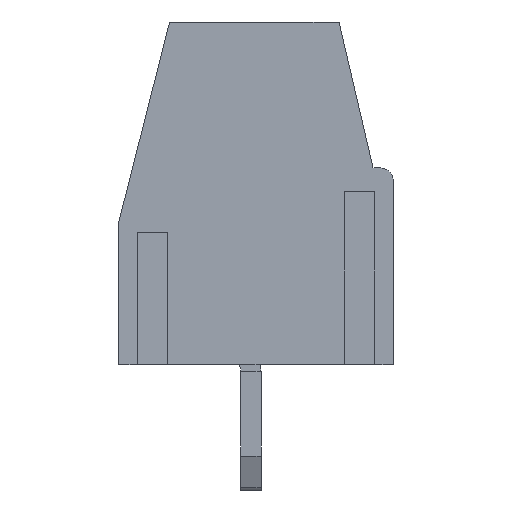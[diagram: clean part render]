
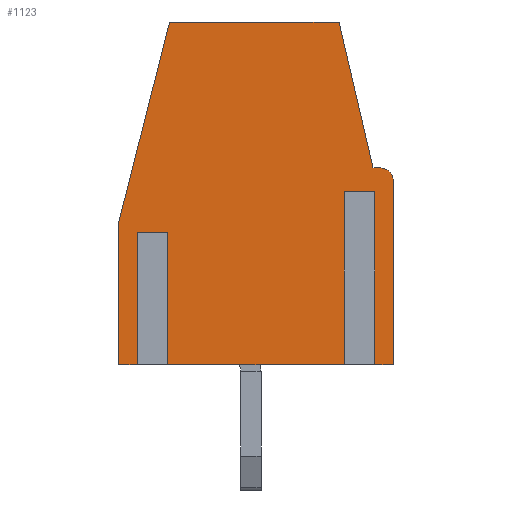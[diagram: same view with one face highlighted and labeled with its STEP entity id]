
A CAD part, left-side view. The second image highlights one B-rep face of the part: STEP entity #1123.
In plain terms, the highlighted planar face has unit normal (-1, 0, 0).
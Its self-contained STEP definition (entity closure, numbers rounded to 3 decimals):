
#1123=ADVANCED_FACE('',(#4149),#4151,.T.);
#4149=FACE_BOUND('',#4150,.T.);
#4150=EDGE_LOOP('',(#6536,#6537,#6538,#6539,#6540,#6541,#6542,#6543,#6544,#6545,
#6546,#6547,#6548,#6549,#6550,#6551));
#4151=PLANE('',#4152);
#4152=AXIS2_PLACEMENT_3D('',#4153,#4154,#4155);
#4153=CARTESIAN_POINT('',(-2.5,0.,0.));
#4154=DIRECTION('',(-1.,0.,0.));
#4155=DIRECTION('',(0.,0.,-1.));
#6536=ORIENTED_EDGE('',*,*,#8266,.F.);
#6537=ORIENTED_EDGE('',*,*,#8267,.F.);
#6538=ORIENTED_EDGE('',*,*,#8268,.F.);
#6539=ORIENTED_EDGE('',*,*,#8269,.T.);
#6540=ORIENTED_EDGE('',*,*,#8270,.T.);
#6541=ORIENTED_EDGE('',*,*,#8271,.T.);
#6542=ORIENTED_EDGE('',*,*,#8272,.T.);
#6543=ORIENTED_EDGE('',*,*,#8273,.T.);
#6544=ORIENTED_EDGE('',*,*,#8104,.T.);
#6545=ORIENTED_EDGE('',*,*,#8243,.T.);
#6546=ORIENTED_EDGE('',*,*,#8274,.T.);
#6547=ORIENTED_EDGE('',*,*,#8275,.T.);
#6548=ORIENTED_EDGE('',*,*,#8276,.F.);
#6549=ORIENTED_EDGE('',*,*,#8277,.F.);
#6550=ORIENTED_EDGE('',*,*,#8278,.F.);
#6551=ORIENTED_EDGE('',*,*,#8279,.T.);
#8104=EDGE_CURVE('',#9058,#9056,#9059,.T.);
#8243=EDGE_CURVE('',#9056,#9309,#9311,.T.);
#8266=EDGE_CURVE('',#9355,#9356,#9357,.T.);
#8267=EDGE_CURVE('',#9358,#9355,#9359,.F.);
#8268=EDGE_CURVE('',#9360,#9358,#9361,.T.);
#8269=EDGE_CURVE('',#9360,#9362,#9363,.T.);
#8270=EDGE_CURVE('',#9362,#9364,#9365,.T.);
#8271=EDGE_CURVE('',#9364,#9366,#9367,.T.);
#8272=EDGE_CURVE('',#9366,#9368,#9369,.T.);
#8273=EDGE_CURVE('',#9368,#9058,#9370,.T.);
#8274=EDGE_CURVE('',#9309,#9371,#9372,.T.);
#8275=EDGE_CURVE('',#9371,#9373,#9374,.T.);
#8276=EDGE_CURVE('',#9375,#9373,#9376,.T.);
#8277=EDGE_CURVE('',#9377,#9375,#9378,.F.);
#8278=EDGE_CURVE('',#9379,#9377,#9380,.T.);
#8279=EDGE_CURVE('',#9379,#9356,#9381,.T.);
#9056=VERTEX_POINT('',#10604);
#9058=VERTEX_POINT('',#10608);
#9059=LINE('',#10609,#10610);
#9309=VERTEX_POINT('',#11155);
#9311=LINE('',#11159,#11160);
#9355=VERTEX_POINT('',#11249);
#9356=VERTEX_POINT('',#11250);
#9357=LINE('',#11251,#11252);
#9358=VERTEX_POINT('',#11254);
#9359=LINE('',#11255,#11256);
#9360=VERTEX_POINT('',#11258);
#9361=LINE('',#11259,#11260);
#9362=VERTEX_POINT('',#11262);
#9363=LINE('',#11263,#11264);
#9364=VERTEX_POINT('',#11266);
#9365=LINE('',#11267,#11268);
#9366=VERTEX_POINT('',#11270);
#9367=CIRCLE('',#11271,0.4);
#9368=VERTEX_POINT('',#11275);
#9369=LINE('',#11276,#11277);
#9370=LINE('',#11279,#11280);
#9371=VERTEX_POINT('',#11282);
#9372=LINE('',#11283,#11284);
#9373=VERTEX_POINT('',#11286);
#9374=LINE('',#11287,#11288);
#9375=VERTEX_POINT('',#11290);
#9376=LINE('',#11291,#11292);
#9377=VERTEX_POINT('',#11294);
#9378=LINE('',#11295,#11296);
#9379=VERTEX_POINT('',#11298);
#9380=LINE('',#11299,#11300);
#9381=LINE('',#11302,#11303);
#10604=CARTESIAN_POINT('',(-2.5,2.4,10.1));
#10608=CARTESIAN_POINT('',(-2.5,-2.6,10.1));
#10609=CARTESIAN_POINT('',(-2.5,-2.6,10.1));
#10610=VECTOR('',#10611,1.);
#10611=DIRECTION('',(0.,1.,0.));
#11155=CARTESIAN_POINT('',(-2.5,3.9,4.2));
#11159=CARTESIAN_POINT('',(-2.5,2.4,10.1));
#11160=VECTOR('',#11161,1.);
#11161=DIRECTION('',(0.,0.246,-0.969));
#11249=CARTESIAN_POINT('',(-2.5,-2.9,5.1));
#11250=CARTESIAN_POINT('',(-2.5,-2.9,0.));
#11251=CARTESIAN_POINT('',(-2.5,-2.9,5.1));
#11252=VECTOR('',#11253,1.);
#11253=DIRECTION('',(0.,0.,-1.));
#11254=CARTESIAN_POINT('',(-2.5,-3.5,5.1));
#11255=CARTESIAN_POINT('',(-2.5,-2.9,5.1));
#11256=VECTOR('',#11257,1.);
#11257=DIRECTION('',(0.,-1.,0.));
#11258=CARTESIAN_POINT('',(-2.5,-3.5,0.));
#11259=CARTESIAN_POINT('',(-2.5,-3.5,0.));
#11260=VECTOR('',#11261,1.);
#11261=DIRECTION('',(0.,0.,1.));
#11262=CARTESIAN_POINT('',(-2.5,-4.2,0.));
#11263=CARTESIAN_POINT('',(-2.5,-3.5,0.));
#11264=VECTOR('',#11265,1.);
#11265=DIRECTION('',(0.,-1.,0.));
#11266=CARTESIAN_POINT('',(-2.5,-4.2,5.4));
#11267=CARTESIAN_POINT('',(-2.5,-4.2,0.));
#11268=VECTOR('',#11269,1.);
#11269=DIRECTION('',(0.,0.,1.));
#11270=CARTESIAN_POINT('',(-2.5,-3.8,5.8));
#11271=AXIS2_PLACEMENT_3D('',#11272,#11273,#11274);
#11272=CARTESIAN_POINT('',(-2.5,-3.8,5.4));
#11273=DIRECTION('',(-1.,-0.,-0.));
#11274=DIRECTION('',(0.,-1.,0.));
#11275=CARTESIAN_POINT('',(-2.5,-3.6,5.8));
#11276=CARTESIAN_POINT('',(-2.5,-3.8,5.8));
#11277=VECTOR('',#11278,1.);
#11278=DIRECTION('',(0.,1.,0.));
#11279=CARTESIAN_POINT('',(-2.5,-3.6,5.8));
#11280=VECTOR('',#11281,1.);
#11281=DIRECTION('',(0.,0.227,0.974));
#11282=CARTESIAN_POINT('',(-2.5,3.9,0.));
#11283=CARTESIAN_POINT('',(-2.5,3.9,4.2));
#11284=VECTOR('',#11285,1.);
#11285=DIRECTION('',(0.,0.,-1.));
#11286=CARTESIAN_POINT('',(-2.5,3.2,0.));
#11287=CARTESIAN_POINT('',(-2.5,3.9,0.));
#11288=VECTOR('',#11289,1.);
#11289=DIRECTION('',(0.,-1.,0.));
#11290=CARTESIAN_POINT('',(-2.5,3.2,3.9));
#11291=CARTESIAN_POINT('',(-2.5,3.2,3.9));
#11292=VECTOR('',#11293,1.);
#11293=DIRECTION('',(0.,0.,-1.));
#11294=CARTESIAN_POINT('',(-2.5,2.6,3.9));
#11295=CARTESIAN_POINT('',(-2.5,3.2,3.9));
#11296=VECTOR('',#11297,1.);
#11297=DIRECTION('',(0.,-1.,0.));
#11298=CARTESIAN_POINT('',(-2.5,2.6,0.));
#11299=CARTESIAN_POINT('',(-2.5,2.6,0.));
#11300=VECTOR('',#11301,1.);
#11301=DIRECTION('',(0.,0.,1.));
#11302=CARTESIAN_POINT('',(-2.5,2.6,0.));
#11303=VECTOR('',#11304,1.);
#11304=DIRECTION('',(0.,-1.,0.));
